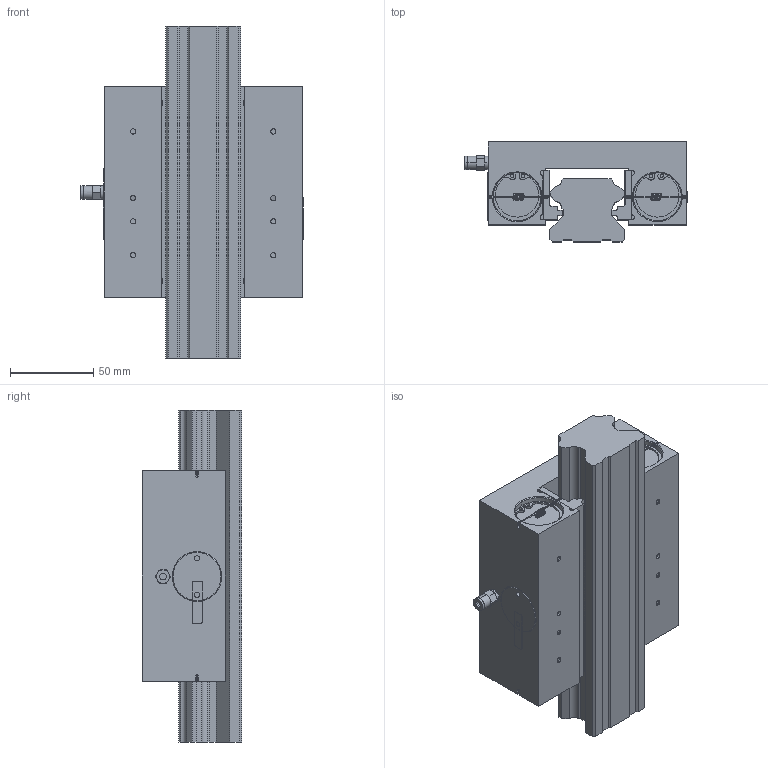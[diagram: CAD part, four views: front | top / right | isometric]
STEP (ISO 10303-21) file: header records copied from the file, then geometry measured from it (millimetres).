
FILE_DESCRIPTION (( 'STEP AP214' ), '1' );
FILE_NAME ('968181_RevM.STEP', '2020-06-02T15:21:40', ( '' ), ( '' ), 'SwSTEP 2.0', 'SolidWorks 2019', '' );
FILE_SCHEMA (( 'AUTOMOTIVE_DESIGN' ));
Length unit declared in the file: millimetre
Products named in the file (1): 968181_RevM
Bounding box: 133.8 x 60 x 200 mm (x, y, z)
Volume: 830788.6 mm3; surface area: 120514.3 mm2
Topology: 18 solids, 19 shells, 1015 faces, 2731 edges, 1784 vertices
Faces by surface type: cylinder 445, plane 398, bspline 124, cone 48
Entity records: 48463 total; most frequent: CARTESIAN_POINT 23900, ORIENTED_EDGE 5438, DIRECTION 4751, EDGE_CURVE 2719, VERTEX_POINT 1784, AXIS2_PLACEMENT_3D 1666, VECTOR 1419, LINE 1419
